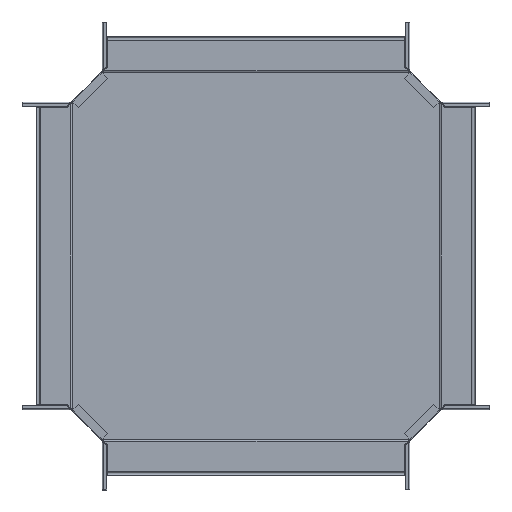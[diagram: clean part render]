
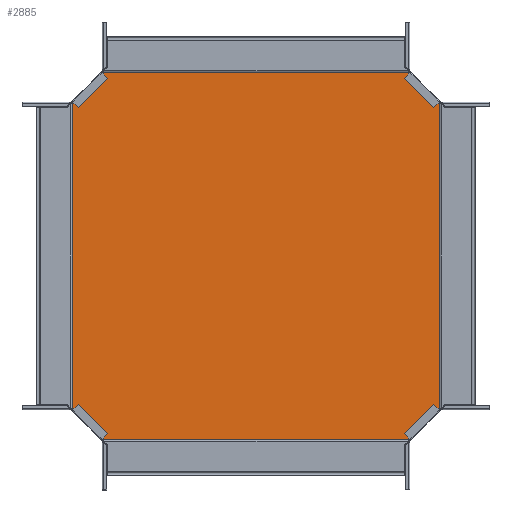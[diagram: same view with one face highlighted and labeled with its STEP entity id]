
A CAD part, front view. The second image highlights one B-rep face of the part: STEP entity #2885.
In plain terms, the highlighted planar face has unit normal (0, -1, 0).
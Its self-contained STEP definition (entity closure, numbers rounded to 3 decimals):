
#42 = ORIENTED_EDGE ( 'NONE', *, *, #5890, .T. ) ;
#61 = VECTOR ( 'NONE', #2635, 1000. ) ;
#152 = ORIENTED_EDGE ( 'NONE', *, *, #1918, .T. ) ;
#249 = DIRECTION ( 'NONE',  ( 0., 0., -1. ) ) ;
#272 = EDGE_CURVE ( 'NONE', #5040, #3923, #3182, .T. ) ;
#280 = FACE_OUTER_BOUND ( 'NONE', #2054, .T. ) ;
#358 = LINE ( 'NONE', #5327, #2537 ) ;
#428 = ORIENTED_EDGE ( 'NONE', *, *, #272, .T. ) ;
#457 = VECTOR ( 'NONE', #689, 1000. ) ;
#481 = ORIENTED_EDGE ( 'NONE', *, *, #6378, .F. ) ;
#557 = CARTESIAN_POINT ( 'NONE',  ( 295.719, -1., 247.604 ) ) ;
#689 = DIRECTION ( 'NONE',  ( -0.707, 0., 0.707 ) ) ;
#830 = LINE ( 'NONE', #2776, #5392 ) ;
#946 = LINE ( 'NONE', #3818, #4076 ) ;
#1273 = VERTEX_POINT ( 'NONE', #5472 ) ;
#1400 = VERTEX_POINT ( 'NONE', #3711 ) ;
#1455 = ORIENTED_EDGE ( 'NONE', *, *, #2834, .F. ) ;
#1512 = CARTESIAN_POINT ( 'NONE',  ( -295.719, -1., -247.604 ) ) ;
#1628 = CARTESIAN_POINT ( 'NONE',  ( 295.719, -1., 0. ) ) ;
#1663 = VERTEX_POINT ( 'NONE', #1512 ) ;
#1721 = VECTOR ( 'NONE', #1754, 1000. ) ;
#1754 = DIRECTION ( 'NONE',  ( -0.707, 0., -0.707 ) ) ;
#1823 = PLANE ( 'NONE',  #5188 ) ;
#1918 = EDGE_CURVE ( 'NONE', #1400, #5314, #358, .T. ) ;
#1989 = ORIENTED_EDGE ( 'NONE', *, *, #5088, .F. ) ;
#2028 = CARTESIAN_POINT ( 'NONE',  ( 239.75, -1., 303.573 ) ) ;
#2054 = EDGE_LOOP ( 'NONE', ( #1989, #42, #428, #4568, #5381, #481, #152, #1455 ) ) ;
#2181 = LINE ( 'NONE', #1628, #3839 ) ;
#2245 = CARTESIAN_POINT ( 'NONE',  ( -239.75, -1., 303.573 ) ) ;
#2366 = CARTESIAN_POINT ( 'NONE',  ( 295.719, -1., -247.604 ) ) ;
#2537 = VECTOR ( 'NONE', #2873, 1000. ) ;
#2635 = DIRECTION ( 'NONE',  ( 0., 0., -1. ) ) ;
#2771 = EDGE_CURVE ( 'NONE', #3923, #1663, #4533, .T. ) ;
#2776 = CARTESIAN_POINT ( 'NONE',  ( 0., -1., 295.719 ) ) ;
#2830 = DIRECTION ( 'NONE',  ( -1., 0., 0. ) ) ;
#2834 = EDGE_CURVE ( 'NONE', #3587, #5314, #2181, .T. ) ;
#2873 = DIRECTION ( 'NONE',  ( 0.707, 0., 0.707 ) ) ;
#2885 = ADVANCED_FACE ( 'NONE', ( #280 ), #1823, .T. ) ;
#3110 = LINE ( 'NONE', #4102, #457 ) ;
#3182 = LINE ( 'NONE', #2245, #1721 ) ;
#3266 = CARTESIAN_POINT ( 'NONE',  ( 247.604, -1., 295.719 ) ) ;
#3283 = DIRECTION ( 'NONE',  ( -1., 0., 0. ) ) ;
#3587 = VERTEX_POINT ( 'NONE', #557 ) ;
#3711 = CARTESIAN_POINT ( 'NONE',  ( 247.604, -1., -295.719 ) ) ;
#3757 = DIRECTION ( 'NONE',  ( 0., -1., 0. ) ) ;
#3818 = CARTESIAN_POINT ( 'NONE',  ( 0., -1., -295.719 ) ) ;
#3839 = VECTOR ( 'NONE', #249, 1000. ) ;
#3849 = CARTESIAN_POINT ( 'NONE',  ( -295.719, -1., 247.604 ) ) ;
#3890 = DIRECTION ( 'NONE',  ( 0.707, 0., -0.707 ) ) ;
#3923 = VERTEX_POINT ( 'NONE', #3849 ) ;
#4076 = VECTOR ( 'NONE', #2830, 1000. ) ;
#4102 = CARTESIAN_POINT ( 'NONE',  ( -239.75, -1., -303.573 ) ) ;
#4233 = CARTESIAN_POINT ( 'NONE',  ( 0., -1., 0. ) ) ;
#4533 = LINE ( 'NONE', #5020, #61 ) ;
#4568 = ORIENTED_EDGE ( 'NONE', *, *, #2771, .T. ) ;
#4819 = DIRECTION ( 'NONE',  ( 0., 0., -1. ) ) ;
#4956 = LINE ( 'NONE', #2028, #5594 ) ;
#5020 = CARTESIAN_POINT ( 'NONE',  ( -295.719, -1., 0. ) ) ;
#5040 = VERTEX_POINT ( 'NONE', #5226 ) ;
#5088 = EDGE_CURVE ( 'NONE', #5539, #3587, #4956, .T. ) ;
#5188 = AXIS2_PLACEMENT_3D ( 'NONE', #4233, #3757, #4819 ) ;
#5226 = CARTESIAN_POINT ( 'NONE',  ( -247.604, -1., 295.719 ) ) ;
#5314 = VERTEX_POINT ( 'NONE', #2366 ) ;
#5327 = CARTESIAN_POINT ( 'NONE',  ( 239.75, -1., -303.573 ) ) ;
#5381 = ORIENTED_EDGE ( 'NONE', *, *, #5412, .F. ) ;
#5392 = VECTOR ( 'NONE', #3283, 1000. ) ;
#5412 = EDGE_CURVE ( 'NONE', #1273, #1663, #3110, .T. ) ;
#5472 = CARTESIAN_POINT ( 'NONE',  ( -247.604, -1., -295.719 ) ) ;
#5539 = VERTEX_POINT ( 'NONE', #3266 ) ;
#5594 = VECTOR ( 'NONE', #3890, 1000. ) ;
#5890 = EDGE_CURVE ( 'NONE', #5539, #5040, #830, .T. ) ;
#6378 = EDGE_CURVE ( 'NONE', #1400, #1273, #946, .T. ) ;
